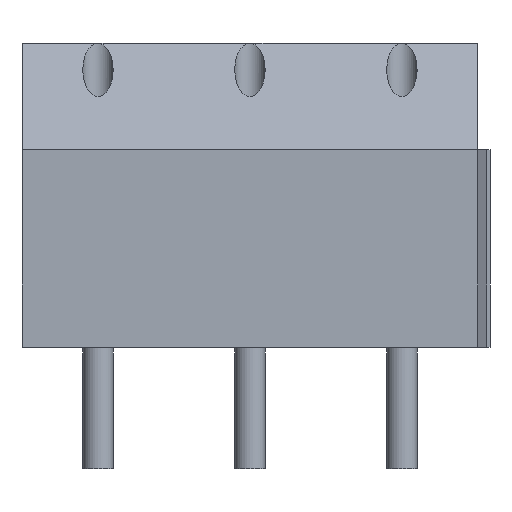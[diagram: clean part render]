
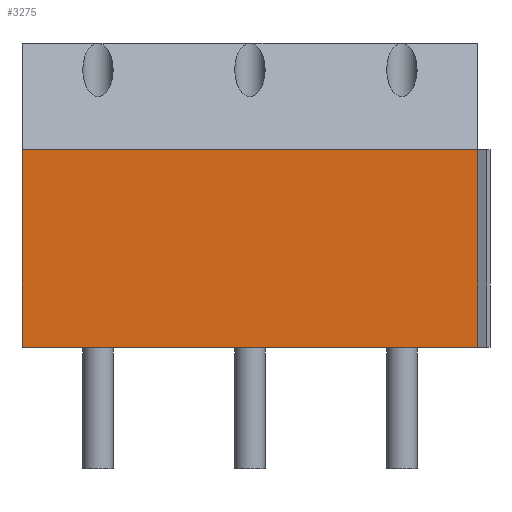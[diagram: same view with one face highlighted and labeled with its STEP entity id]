
A CAD part, front view. The second image highlights one B-rep face of the part: STEP entity #3275.
In plain terms, the highlighted planar face has unit normal (0, -1, 0).
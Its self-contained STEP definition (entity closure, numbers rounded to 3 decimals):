
#2016 = VERTEX_POINT('',#2017);
#2017 = CARTESIAN_POINT('',(-7.5,-3.5,0.5));
#2023 = EDGE_CURVE('',#2024,#2016,#2026,.T.);
#2024 = VERTEX_POINT('',#2025);
#2025 = CARTESIAN_POINT('',(7.5,-3.5,0.5));
#2026 = LINE('',#2027,#2028);
#2027 = CARTESIAN_POINT('',(7.5,-3.5,0.5));
#2028 = VECTOR('',#2029,1.);
#2029 = DIRECTION('',(-1.,0.,0.));
#2441 = VERTEX_POINT('',#2442);
#2442 = CARTESIAN_POINT('',(7.5,-3.5,7.));
#2448 = EDGE_CURVE('',#2024,#2441,#2449,.T.);
#2449 = LINE('',#2450,#2451);
#2450 = CARTESIAN_POINT('',(7.5,-3.5,0.5));
#2451 = VECTOR('',#2452,1.);
#2452 = DIRECTION('',(0.,0.,1.));
#2588 = EDGE_CURVE('',#2016,#2589,#2591,.T.);
#2589 = VERTEX_POINT('',#2590);
#2590 = CARTESIAN_POINT('',(-7.5,-3.5,7.));
#2591 = LINE('',#2592,#2593);
#2592 = CARTESIAN_POINT('',(-7.5,-3.5,0.5));
#2593 = VECTOR('',#2594,1.);
#2594 = DIRECTION('',(0.,0.,1.));
#3275 = ADVANCED_FACE('',(#3276),#3287,.T.);
#3276 = FACE_BOUND('',#3277,.T.);
#3277 = EDGE_LOOP('',(#3278,#3279,#3285,#3286));
#3278 = ORIENTED_EDGE('',*,*,#2448,.T.);
#3279 = ORIENTED_EDGE('',*,*,#3280,.T.);
#3280 = EDGE_CURVE('',#2441,#2589,#3281,.T.);
#3281 = LINE('',#3282,#3283);
#3282 = CARTESIAN_POINT('',(7.5,-3.5,7.));
#3283 = VECTOR('',#3284,1.);
#3284 = DIRECTION('',(-1.,0.,0.));
#3285 = ORIENTED_EDGE('',*,*,#2588,.F.);
#3286 = ORIENTED_EDGE('',*,*,#2023,.F.);
#3287 = PLANE('',#3288);
#3288 = AXIS2_PLACEMENT_3D('',#3289,#3290,#3291);
#3289 = CARTESIAN_POINT('',(7.5,-3.5,0.5));
#3290 = DIRECTION('',(0.,-1.,0.));
#3291 = DIRECTION('',(-1.,0.,0.));
